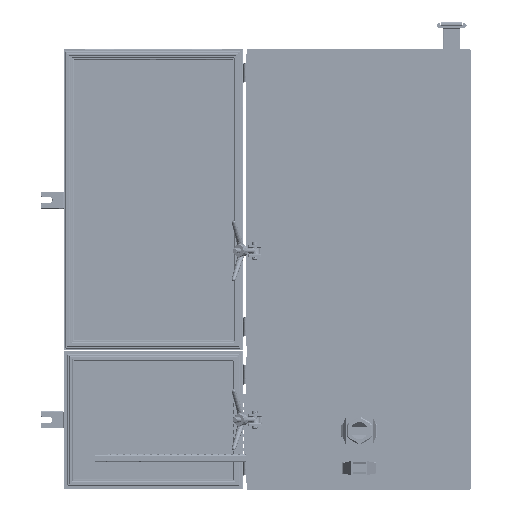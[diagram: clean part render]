
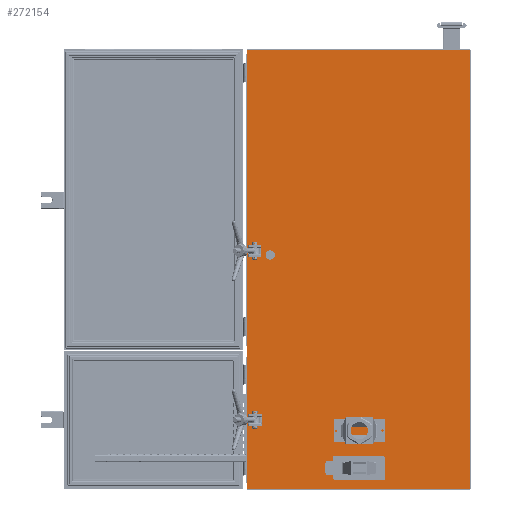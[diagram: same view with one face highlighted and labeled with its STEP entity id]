
A CAD part, front view. The second image highlights one B-rep face of the part: STEP entity #272154.
In plain terms, the highlighted free-form (B-spline) face has degree [1, 1] with [2, 2] control points.
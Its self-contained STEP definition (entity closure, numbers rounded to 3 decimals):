
#272076 = VERTEX_POINT('',#272077);
#272077 = CARTESIAN_POINT('',(595.48,-80.643,
    -461.616));
#272082 = EDGE_CURVE('',#272076,#272083,#272085,.T.);
#272083 = VERTEX_POINT('',#272084);
#272084 = CARTESIAN_POINT('',(-122.228,-80.643,
    -461.616));
#272085 = B_SPLINE_CURVE_WITH_KNOTS('',1,(#272086,#272087),
  .UNSPECIFIED.,.F.,.F.,(2,2),(0.,660.),.PIECEWISE_BEZIER_KNOTS.);
#272086 = CARTESIAN_POINT('',(595.48,-80.643,
    -461.616));
#272087 = CARTESIAN_POINT('',(-122.228,-80.643,
    -461.616));
#272110 = VERTEX_POINT('',#272111);
#272111 = CARTESIAN_POINT('',(595.48,-80.643,
    952.046));
#272116 = EDGE_CURVE('',#272110,#272076,#272117,.T.);
#272117 = B_SPLINE_CURVE_WITH_KNOTS('',1,(#272118,#272119),
  .UNSPECIFIED.,.F.,.F.,(2,2),(-889.996,410.),
  .PIECEWISE_BEZIER_KNOTS.);
#272118 = CARTESIAN_POINT('',(595.48,-80.643,
    952.046));
#272119 = CARTESIAN_POINT('',(595.48,-80.643,
    -461.616));
#272133 = VERTEX_POINT('',#272134);
#272134 = CARTESIAN_POINT('',(-122.228,-80.643,
    952.046));
#272139 = EDGE_CURVE('',#272133,#272110,#272140,.T.);
#272140 = B_SPLINE_CURVE_WITH_KNOTS('',1,(#272141,#272142),
  .UNSPECIFIED.,.F.,.F.,(2,2),(0.,660.),.PIECEWISE_BEZIER_KNOTS.);
#272141 = CARTESIAN_POINT('',(-122.228,-80.643,
    952.046));
#272142 = CARTESIAN_POINT('',(595.48,-80.643,
    952.046));
#272154 = ADVANCED_FACE('',(#272155,#272169,#272179),#272209,.F.);
#272155 = FACE_BOUND('',#272156,.T.);
#272156 = EDGE_LOOP('',(#272157));
#272157 = ORIENTED_EDGE('',*,*,#272158,.T.);
#272158 = EDGE_CURVE('',#272159,#272159,#272161,.T.);
#272159 = VERTEX_POINT('',#272160);
#272160 = CARTESIAN_POINT('',(-33.34,-80.643,
    291.302));
#272161 = ( BOUNDED_CURVE() B_SPLINE_CURVE(2,(#272162,#272163,#272164,
    #272165,#272166,#272167,#272168),.UNSPECIFIED.,.T.,.F.) 
B_SPLINE_CURVE_WITH_KNOTS((1,2,2,2,2,1),(-2.094,0.,
    2.094,4.189,6.283,8.378),
.UNSPECIFIED.) CURVE() GEOMETRIC_REPRESENTATION_ITEM() 
RATIONAL_B_SPLINE_CURVE((1.,0.5,1.,0.5,1.,0.5,1.)) REPRESENTATION_ITEM(
  '') );
#272162 = CARTESIAN_POINT('',(-33.34,-80.643,
    291.302));
#272163 = CARTESIAN_POINT('',(-33.34,-80.643,
    265.781));
#272164 = CARTESIAN_POINT('',(-55.442,-80.643,
    278.541));
#272165 = CARTESIAN_POINT('',(-77.544,-80.643,
    291.302));
#272166 = CARTESIAN_POINT('',(-55.442,-80.643,
    304.063));
#272167 = CARTESIAN_POINT('',(-33.34,-80.643,
    316.823));
#272168 = CARTESIAN_POINT('',(-33.34,-80.643,
    291.302));
#272169 = FACE_BOUND('',#272170,.T.);
#272170 = EDGE_LOOP('',(#272171,#272172,#272173,#272178));
#272171 = ORIENTED_EDGE('',*,*,#272116,.F.);
#272172 = ORIENTED_EDGE('',*,*,#272139,.F.);
#272173 = ORIENTED_EDGE('',*,*,#272174,.F.);
#272174 = EDGE_CURVE('',#272083,#272133,#272175,.T.);
#272175 = B_SPLINE_CURVE_WITH_KNOTS('',1,(#272176,#272177),
  .UNSPECIFIED.,.F.,.F.,(2,2),(-30.,1269.996),
  .PIECEWISE_BEZIER_KNOTS.);
#272176 = CARTESIAN_POINT('',(-122.228,-80.643,
    -461.616));
#272177 = CARTESIAN_POINT('',(-122.228,-80.643,
    952.046));
#272178 = ORIENTED_EDGE('',*,*,#272082,.F.);
#272179 = FACE_BOUND('',#272180,.T.);
#272180 = EDGE_LOOP('',(#272181,#272190,#272197,#272204));
#272181 = ORIENTED_EDGE('',*,*,#272182,.F.);
#272182 = EDGE_CURVE('',#272183,#272185,#272187,.T.);
#272183 = VERTEX_POINT('',#272184);
#272184 = CARTESIAN_POINT('',(155.043,-80.643,
    -429.547));
#272185 = VERTEX_POINT('',#272186);
#272186 = CARTESIAN_POINT('',(318.158,-80.643,
    -429.547));
#272187 = B_SPLINE_CURVE_WITH_KNOTS('',1,(#272188,#272189),
  .UNSPECIFIED.,.F.,.F.,(2,2),(-75.023,74.977),
  .PIECEWISE_BEZIER_KNOTS.);
#272188 = CARTESIAN_POINT('',(155.043,-80.643,
    -429.547));
#272189 = CARTESIAN_POINT('',(318.158,-80.643,
    -429.547));
#272190 = ORIENTED_EDGE('',*,*,#272191,.F.);
#272191 = EDGE_CURVE('',#272192,#272183,#272194,.T.);
#272192 = VERTEX_POINT('',#272193);
#272193 = CARTESIAN_POINT('',(155.043,-80.643,
    -357.085));
#272194 = B_SPLINE_CURVE_WITH_KNOTS('',1,(#272195,#272196),
  .UNSPECIFIED.,.F.,.F.,(2,2),(123.874,190.51),
  .PIECEWISE_BEZIER_KNOTS.);
#272195 = CARTESIAN_POINT('',(155.043,-80.643,
    -357.085));
#272196 = CARTESIAN_POINT('',(155.043,-80.643,
    -429.547));
#272197 = ORIENTED_EDGE('',*,*,#272198,.F.);
#272198 = EDGE_CURVE('',#272199,#272192,#272201,.T.);
#272199 = VERTEX_POINT('',#272200);
#272200 = CARTESIAN_POINT('',(318.158,-80.643,
    -357.085));
#272201 = B_SPLINE_CURVE_WITH_KNOTS('',1,(#272202,#272203),
  .UNSPECIFIED.,.F.,.F.,(2,2),(-74.977,75.023),
  .PIECEWISE_BEZIER_KNOTS.);
#272202 = CARTESIAN_POINT('',(318.158,-80.643,
    -357.085));
#272203 = CARTESIAN_POINT('',(155.043,-80.643,
    -357.085));
#272204 = ORIENTED_EDGE('',*,*,#272205,.F.);
#272205 = EDGE_CURVE('',#272185,#272199,#272206,.T.);
#272206 = B_SPLINE_CURVE_WITH_KNOTS('',1,(#272207,#272208),
  .UNSPECIFIED.,.F.,.F.,(2,2),(-190.51,-123.874),
  .PIECEWISE_BEZIER_KNOTS.);
#272207 = CARTESIAN_POINT('',(318.158,-80.643,
    -429.547));
#272208 = CARTESIAN_POINT('',(318.158,-80.643,
    -357.085));
#272209 = B_SPLINE_SURFACE_WITH_KNOTS('',1,1,(
    (#272210,#272211)
    ,(#272212,#272213
    )),.UNSPECIFIED.,.F.,.F.,.F.,(2,2),(2,2),(-220.,1079.996),
  (-330.,330.),.PIECEWISE_BEZIER_KNOTS.);
#272210 = CARTESIAN_POINT('',(-122.228,-80.643,
    -461.616));
#272211 = CARTESIAN_POINT('',(595.48,-80.643,
    -461.616));
#272212 = CARTESIAN_POINT('',(-122.228,-80.643,
    952.046));
#272213 = CARTESIAN_POINT('',(595.48,-80.643,
    952.046));
